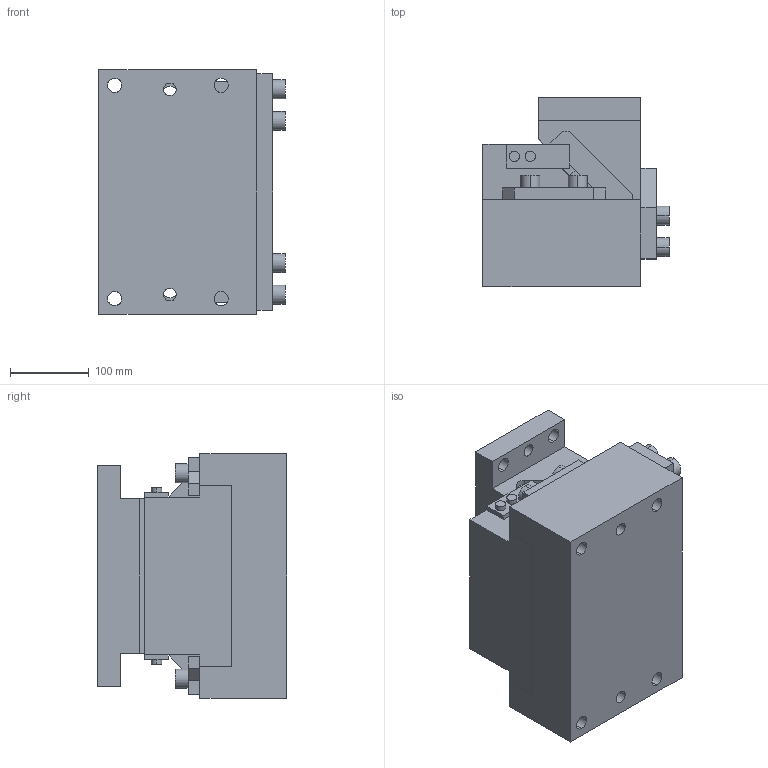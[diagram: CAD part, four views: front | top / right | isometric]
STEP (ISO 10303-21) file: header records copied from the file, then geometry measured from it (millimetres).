
FILE_DESCRIPTION(('CATIA V5 STEP Exchange'),'2;1');
FILE_NAME('CDCA_200_00_40.stp','2018-09-24T13:55:26+00:00',('none'),('none'),'CATIA Version 5 Release 20 GA (IN-10)','CATIA V5 STEP AP203','none');
FILE_SCHEMA(('CONFIG_CONTROL_DESIGN'));
Length unit declared in the file: millimetre
Products named in the file (1): CDCA_200_00_40
Bounding box: 236 x 240 x 310 mm (x, y, z)
Volume: 10668535.7 mm3; surface area: 751591.3 mm2
Topology: 3 solids, 5 shells, 214 faces, 626 edges, 439 vertices
Faces by surface type: plane 136, cylinder 74, cone 4
Entity records: 7276 total; most frequent: CARTESIAN_POINT 1648, ORIENTED_EDGE 1244, DIRECTION 954, EDGE_CURVE 622, VERTEX_POINT 439, VECTOR 388, LINE 388, AXIS2_PLACEMENT_3D 383
